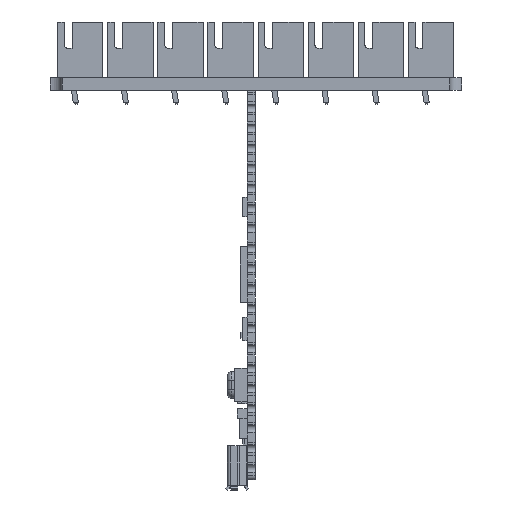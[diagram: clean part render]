
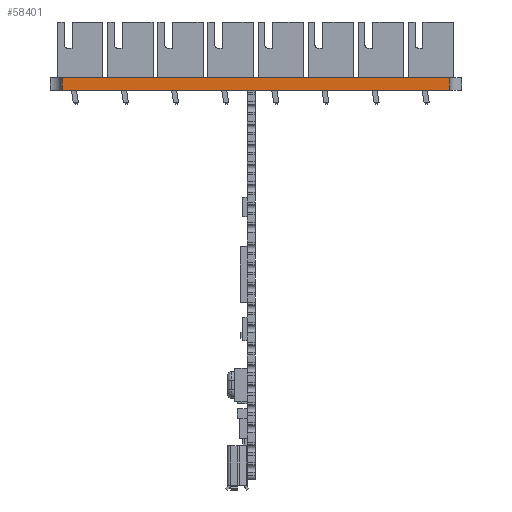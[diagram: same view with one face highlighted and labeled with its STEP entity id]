
A CAD part, left-side view. The second image highlights one B-rep face of the part: STEP entity #58401.
In plain terms, the highlighted planar face has unit normal (-1, 0, 0).
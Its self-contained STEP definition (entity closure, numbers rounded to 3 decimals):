
#58401 = ADVANCED_FACE('',(#58402),#58416,.T.);
#58402 = FACE_BOUND('',#58403,.T.);
#58403 = EDGE_LOOP('',(#58404,#58439,#58467,#58495));
#58404 = ORIENTED_EDGE('',*,*,#58405,.T.);
#58405 = EDGE_CURVE('',#58406,#58408,#58410,.T.);
#58406 = VERTEX_POINT('',#58407);
#58407 = CARTESIAN_POINT('',(143.51,-118.999,0.));
#58408 = VERTEX_POINT('',#58409);
#58409 = CARTESIAN_POINT('',(143.51,-118.999,1.6));
#58410 = SURFACE_CURVE('',#58411,(#58415,#58427),.PCURVE_S1.);
#58411 = LINE('',#58412,#58413);
#58412 = CARTESIAN_POINT('',(143.51,-118.999,0.));
#58413 = VECTOR('',#58414,1.);
#58414 = DIRECTION('',(0.,0.,1.));
#58415 = PCURVE('',#58416,#58421);
#58416 = PLANE('',#58417);
#58417 = AXIS2_PLACEMENT_3D('',#58418,#58419,#58420);
#58418 = CARTESIAN_POINT('',(143.51,-118.999,0.));
#58419 = DIRECTION('',(-1.,0.,0.));
#58420 = DIRECTION('',(0.,1.,0.));
#58421 = DEFINITIONAL_REPRESENTATION('',(#58422),#58426);
#58422 = LINE('',#58423,#58424);
#58423 = CARTESIAN_POINT('',(0.,0.));
#58424 = VECTOR('',#58425,1.);
#58425 = DIRECTION('',(0.,-1.));
#58426 = ( GEOMETRIC_REPRESENTATION_CONTEXT(2) 
PARAMETRIC_REPRESENTATION_CONTEXT() REPRESENTATION_CONTEXT('2D SPACE',''
  ) );
#58427 = PCURVE('',#58428,#58433);
#58428 = CYLINDRICAL_SURFACE('',#58429,1.524);
#58429 = AXIS2_PLACEMENT_3D('',#58430,#58431,#58432);
#58430 = CARTESIAN_POINT('',(143.51,-120.523,0.));
#58431 = DIRECTION('',(-0.,-0.,-1.));
#58432 = DIRECTION('',(1.,0.,-0.));
#58433 = DEFINITIONAL_REPRESENTATION('',(#58434),#58438);
#58434 = LINE('',#58435,#58436);
#58435 = CARTESIAN_POINT('',(-1.571,0.));
#58436 = VECTOR('',#58437,1.);
#58437 = DIRECTION('',(-0.,-1.));
#58438 = ( GEOMETRIC_REPRESENTATION_CONTEXT(2) 
PARAMETRIC_REPRESENTATION_CONTEXT() REPRESENTATION_CONTEXT('2D SPACE',''
  ) );
#58439 = ORIENTED_EDGE('',*,*,#58440,.T.);
#58440 = EDGE_CURVE('',#58408,#58441,#58443,.T.);
#58441 = VERTEX_POINT('',#58442);
#58442 = CARTESIAN_POINT('',(143.51,-69.85,1.6));
#58443 = SURFACE_CURVE('',#58444,(#58448,#58455),.PCURVE_S1.);
#58444 = LINE('',#58445,#58446);
#58445 = CARTESIAN_POINT('',(143.51,-118.999,1.6));
#58446 = VECTOR('',#58447,1.);
#58447 = DIRECTION('',(0.,1.,0.));
#58448 = PCURVE('',#58416,#58449);
#58449 = DEFINITIONAL_REPRESENTATION('',(#58450),#58454);
#58450 = LINE('',#58451,#58452);
#58451 = CARTESIAN_POINT('',(0.,-1.6));
#58452 = VECTOR('',#58453,1.);
#58453 = DIRECTION('',(1.,0.));
#58454 = ( GEOMETRIC_REPRESENTATION_CONTEXT(2) 
PARAMETRIC_REPRESENTATION_CONTEXT() REPRESENTATION_CONTEXT('2D SPACE',''
  ) );
#58455 = PCURVE('',#58456,#58461);
#58456 = PLANE('',#58457);
#58457 = AXIS2_PLACEMENT_3D('',#58458,#58459,#58460);
#58458 = CARTESIAN_POINT('',(162.116,-94.425,1.6));
#58459 = DIRECTION('',(-0.,-0.,-1.));
#58460 = DIRECTION('',(-1.,0.,0.));
#58461 = DEFINITIONAL_REPRESENTATION('',(#58462),#58466);
#58462 = LINE('',#58463,#58464);
#58463 = CARTESIAN_POINT('',(18.606,-24.575));
#58464 = VECTOR('',#58465,1.);
#58465 = DIRECTION('',(0.,1.));
#58466 = ( GEOMETRIC_REPRESENTATION_CONTEXT(2) 
PARAMETRIC_REPRESENTATION_CONTEXT() REPRESENTATION_CONTEXT('2D SPACE',''
  ) );
#58467 = ORIENTED_EDGE('',*,*,#58468,.F.);
#58468 = EDGE_CURVE('',#58469,#58441,#58471,.T.);
#58469 = VERTEX_POINT('',#58470);
#58470 = CARTESIAN_POINT('',(143.51,-69.85,0.));
#58471 = SURFACE_CURVE('',#58472,(#58476,#58483),.PCURVE_S1.);
#58472 = LINE('',#58473,#58474);
#58473 = CARTESIAN_POINT('',(143.51,-69.85,0.));
#58474 = VECTOR('',#58475,1.);
#58475 = DIRECTION('',(0.,0.,1.));
#58476 = PCURVE('',#58416,#58477);
#58477 = DEFINITIONAL_REPRESENTATION('',(#58478),#58482);
#58478 = LINE('',#58479,#58480);
#58479 = CARTESIAN_POINT('',(49.149,0.));
#58480 = VECTOR('',#58481,1.);
#58481 = DIRECTION('',(0.,-1.));
#58482 = ( GEOMETRIC_REPRESENTATION_CONTEXT(2) 
PARAMETRIC_REPRESENTATION_CONTEXT() REPRESENTATION_CONTEXT('2D SPACE',''
  ) );
#58483 = PCURVE('',#58484,#58489);
#58484 = CYLINDRICAL_SURFACE('',#58485,1.524);
#58485 = AXIS2_PLACEMENT_3D('',#58486,#58487,#58488);
#58486 = CARTESIAN_POINT('',(143.51,-68.326,0.));
#58487 = DIRECTION('',(-0.,-0.,-1.));
#58488 = DIRECTION('',(1.,0.,-0.));
#58489 = DEFINITIONAL_REPRESENTATION('',(#58490),#58494);
#58490 = LINE('',#58491,#58492);
#58491 = CARTESIAN_POINT('',(-4.712,0.));
#58492 = VECTOR('',#58493,1.);
#58493 = DIRECTION('',(-0.,-1.));
#58494 = ( GEOMETRIC_REPRESENTATION_CONTEXT(2) 
PARAMETRIC_REPRESENTATION_CONTEXT() REPRESENTATION_CONTEXT('2D SPACE',''
  ) );
#58495 = ORIENTED_EDGE('',*,*,#58496,.F.);
#58496 = EDGE_CURVE('',#58406,#58469,#58497,.T.);
#58497 = SURFACE_CURVE('',#58498,(#58502,#58509),.PCURVE_S1.);
#58498 = LINE('',#58499,#58500);
#58499 = CARTESIAN_POINT('',(143.51,-118.999,0.));
#58500 = VECTOR('',#58501,1.);
#58501 = DIRECTION('',(0.,1.,0.));
#58502 = PCURVE('',#58416,#58503);
#58503 = DEFINITIONAL_REPRESENTATION('',(#58504),#58508);
#58504 = LINE('',#58505,#58506);
#58505 = CARTESIAN_POINT('',(0.,0.));
#58506 = VECTOR('',#58507,1.);
#58507 = DIRECTION('',(1.,0.));
#58508 = ( GEOMETRIC_REPRESENTATION_CONTEXT(2) 
PARAMETRIC_REPRESENTATION_CONTEXT() REPRESENTATION_CONTEXT('2D SPACE',''
  ) );
#58509 = PCURVE('',#58510,#58515);
#58510 = PLANE('',#58511);
#58511 = AXIS2_PLACEMENT_3D('',#58512,#58513,#58514);
#58512 = CARTESIAN_POINT('',(162.116,-94.425,0.));
#58513 = DIRECTION('',(-0.,-0.,-1.));
#58514 = DIRECTION('',(-1.,0.,0.));
#58515 = DEFINITIONAL_REPRESENTATION('',(#58516),#58520);
#58516 = LINE('',#58517,#58518);
#58517 = CARTESIAN_POINT('',(18.606,-24.575));
#58518 = VECTOR('',#58519,1.);
#58519 = DIRECTION('',(0.,1.));
#58520 = ( GEOMETRIC_REPRESENTATION_CONTEXT(2) 
PARAMETRIC_REPRESENTATION_CONTEXT() REPRESENTATION_CONTEXT('2D SPACE',''
  ) );
